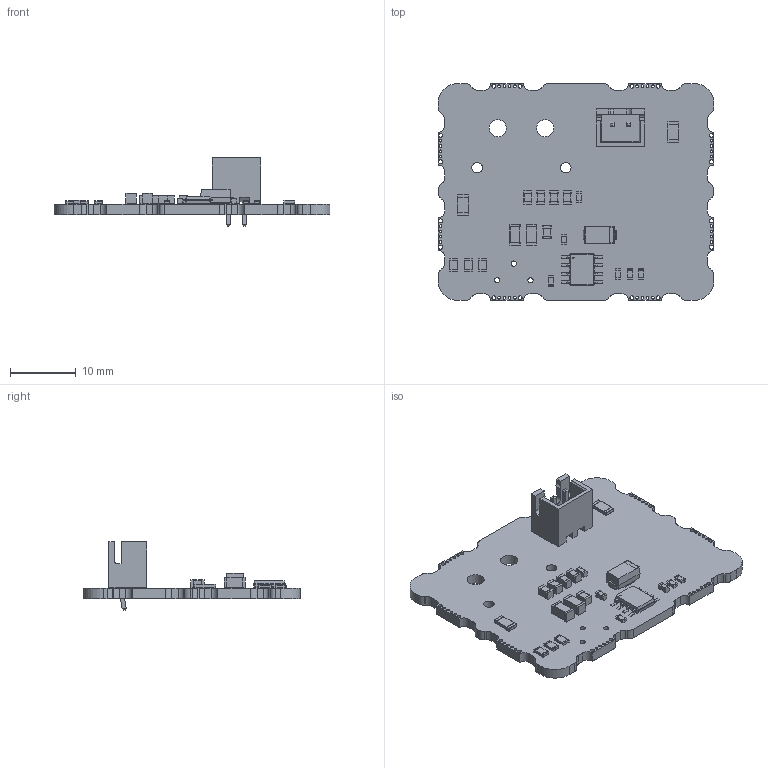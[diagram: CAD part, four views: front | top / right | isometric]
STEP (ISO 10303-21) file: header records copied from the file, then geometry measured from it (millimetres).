
FILE_DESCRIPTION(('KiCad electronic assembly'),'2;1');
FILE_NAME('battery-dc-dc-converter.step','2020-11-23T09:23:37',( 'An Author'),('A Company'),'Open CASCADE STEP processor 6.9', 'KiCad to STEP converter','Unknown');
FILE_SCHEMA(('AUTOMOTIVE_DESIGN { 1 0 10303 214 1 1 1 1 }'));
Length unit declared in the file: millimetre
Products named in the file (20): Open CASCADE STEP translator 6.9 1; C_0603_1608Metric; SOLID; C_0805_2012Metric; C_1206_3216Metric; D_SMA; JST_XH_B2B-XH-A_1x02_P2.50mm_Vertical; R_0603_1608Metric; HTSOP-8-1EP_3.9x4.9mm_P1.27mm_EP2.4x3.2mm; Fuse_1206_3216Metric; R_0805_2012Metric; COMPOUND
Assembly tree (31 placements, depth 3):
  Open CASCADE STEP translator 6.9 1
    C_0603_1608Metric  x3
      SOLID
    C_0805_2012Metric  x5
      SOLID
    C_1206_3216Metric  x2
      SOLID
    D_SMA
      SOLID
    JST_XH_B2B-XH-A_1x02_P2.50mm_Vertical
      SOLID
    R_0603_1608Metric  x3
      SOLID
    HTSOP-8-1EP_3.9x4.9mm_P1.27mm_EP2.4x3.2mm
      SOLID
    Fuse_1206_3216Metric  x2
      SOLID
    R_0805_2012Metric  x3
      SOLID
    COMPOUND
Bounding box: 42 x 33 x 10.4 mm (x, y, z)
Volume: 2337.3 mm3; surface area: 3784 mm2
Topology: 22 solids, 22 shells, 948 faces, 2525 edges, 1648 vertices
Faces by surface type: plane 566, cylinder 340, bspline 42
Full cylindrical faces by diameter (mm): 0.2 x7, 0.4 x32, 0.6 x16, 0.8 x3, 1 x2, 1.6 x2, 2.6 x2
Entity records: 45517 total; most frequent: CARTESIAN_POINT 7869, DIRECTION 6443, LINE 4021, VECTOR 4021, ORIENTED_EDGE 3362, PCURVE 3362, DEFINITIONAL_REPRESENTATION 3362, EDGE_CURVE 1681
